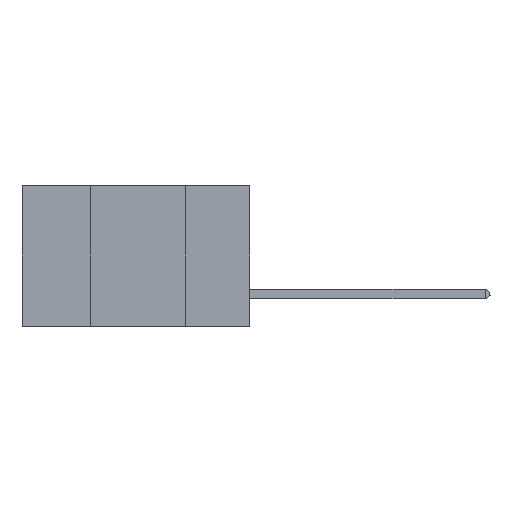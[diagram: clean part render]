
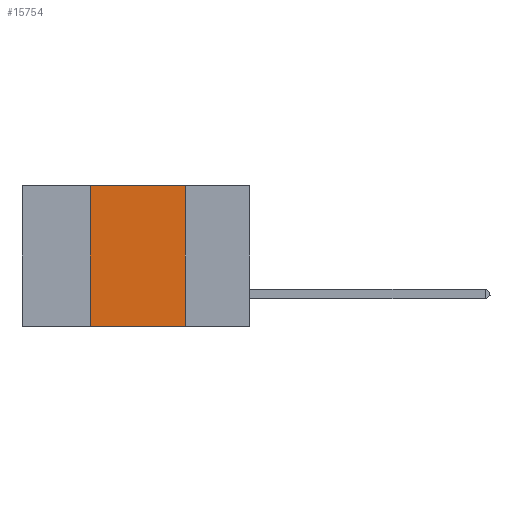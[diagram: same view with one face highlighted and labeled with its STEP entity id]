
A CAD part, left-side view. The second image highlights one B-rep face of the part: STEP entity #15754.
In plain terms, the highlighted planar face has unit normal (-1, 0, 0).
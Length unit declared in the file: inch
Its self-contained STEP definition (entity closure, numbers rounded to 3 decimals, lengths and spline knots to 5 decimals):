
#372 = VECTOR ( 'NONE', #14126, 39.37008 ) ;
#1008 = VECTOR ( 'NONE', #14944, 39.37008 ) ;
#1370 = DIRECTION ( 'NONE',  ( 0., 0., -1. ) ) ;
#1859 = CARTESIAN_POINT ( 'NONE',  ( 0., 0.42, -0.37 ) ) ;
#3114 = CARTESIAN_POINT ( 'NONE',  ( 0., 0.6, -0.37 ) ) ;
#4146 = VERTEX_POINT ( 'NONE', #16165 ) ;
#4545 = AXIS2_PLACEMENT_3D ( 'NONE', #14915, #14728, #1370 ) ;
#4648 = DIRECTION ( 'NONE',  ( 0., -1., 0. ) ) ;
#7028 = ORIENTED_EDGE ( 'NONE', *, *, #18900, .F. ) ;
#7199 = DIRECTION ( 'NONE',  ( 0., 0., -1. ) ) ;
#7961 = CARTESIAN_POINT ( 'NONE',  ( 0., 0.17, -0.37 ) ) ;
#8228 = EDGE_LOOP ( 'NONE', ( #13888, #15602, #7028, #13868 ) ) ;
#8318 = VERTEX_POINT ( 'NONE', #1859 ) ;
#8512 = FACE_OUTER_BOUND ( 'NONE', #8228, .T. ) ;
#8659 = LINE ( 'NONE', #3114, #14462 ) ;
#10335 = PLANE ( 'NONE',  #4545 ) ;
#10461 = VERTEX_POINT ( 'NONE', #7961 ) ;
#10666 = EDGE_CURVE ( 'NONE', #19271, #4146, #13653, .T. ) ;
#11628 = LINE ( 'NONE', #17265, #16551 ) ;
#11952 = CARTESIAN_POINT ( 'NONE',  ( 0., 0.42, 0. ) ) ;
#13653 = LINE ( 'NONE', #17955, #1008 ) ;
#13868 = ORIENTED_EDGE ( 'NONE', *, *, #14183, .T. ) ;
#13888 = ORIENTED_EDGE ( 'NONE', *, *, #14295, .F. ) ;
#13967 = LINE ( 'NONE', #18492, #372 ) ;
#14126 = DIRECTION ( 'NONE',  ( 0., 0., 1. ) ) ;
#14183 = EDGE_CURVE ( 'NONE', #8318, #10461, #8659, .T. ) ;
#14295 = EDGE_CURVE ( 'NONE', #4146, #10461, #11628, .T. ) ;
#14462 = VECTOR ( 'NONE', #4648, 39.37008 ) ;
#14728 = DIRECTION ( 'NONE',  ( 1., 0., 0. ) ) ;
#14915 = CARTESIAN_POINT ( 'NONE',  ( 0., 0.6, 0. ) ) ;
#14944 = DIRECTION ( 'NONE',  ( 0., -1., 0. ) ) ;
#15602 = ORIENTED_EDGE ( 'NONE', *, *, #10666, .F. ) ;
#15754 = ADVANCED_FACE ( 'NONE', ( #8512 ), #10335, .F. ) ;
#16165 = CARTESIAN_POINT ( 'NONE',  ( 0., 0.17, 0. ) ) ;
#16551 = VECTOR ( 'NONE', #7199, 39.37008 ) ;
#17265 = CARTESIAN_POINT ( 'NONE',  ( 0., 0.17, 0. ) ) ;
#17955 = CARTESIAN_POINT ( 'NONE',  ( 0., 0.6, 0. ) ) ;
#18492 = CARTESIAN_POINT ( 'NONE',  ( 0., 0.42, 0. ) ) ;
#18900 = EDGE_CURVE ( 'NONE', #8318, #19271, #13967, .T. ) ;
#19271 = VERTEX_POINT ( 'NONE', #11952 ) ;
